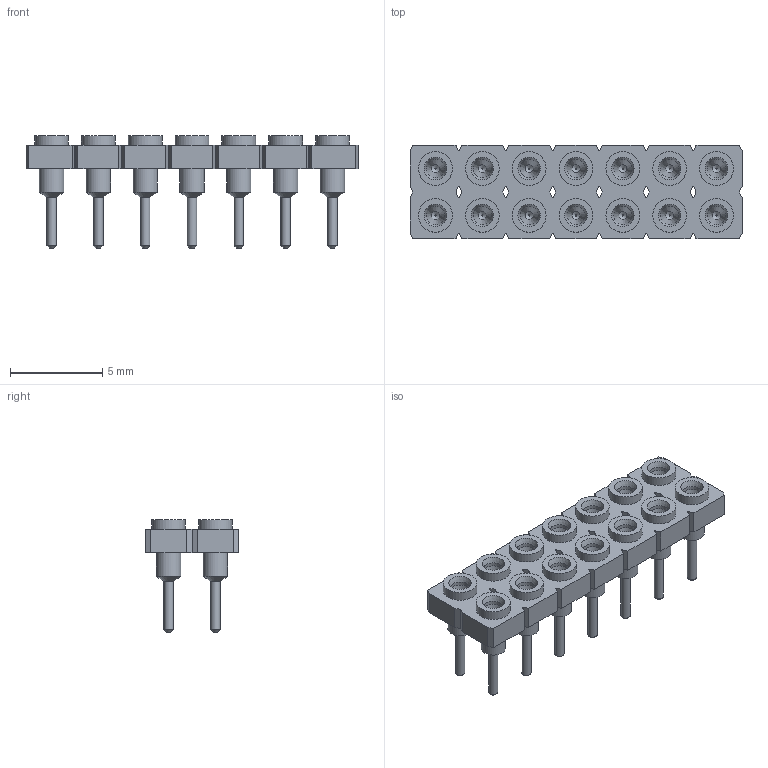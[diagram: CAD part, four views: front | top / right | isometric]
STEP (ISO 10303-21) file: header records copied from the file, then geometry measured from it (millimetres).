
FILE_DESCRIPTION(('STEP AP214'), '1');
FILE_NAME('SL-105-TT-11', '2017-07-15T12:47:56', ('Nobody'), (''), 'ASCON STEP Converter 1.3', 'ASCON Math Kernel', '');
FILE_SCHEMA(('AUTOMOTIVE_DESIGN { 1 0 10303 214 3 1 1}'));
Length unit declared in the file: millimetre
Assembly tree (14 placements, depth 2):
  (unnamed)
    (unnamed)  x14
Bounding box: 18.01 x 5.08 x 6.1 mm (x, y, z)
Volume: 142.2 mm3; surface area: 752.8 mm2
Topology: 15 solids, 15 shells, 366 faces, 742 edges, 462 vertices
Faces by surface type: plane 160, cylinder 122, cone 84
Full cylindrical faces by diameter (mm): 0.51 x14, 1 x28, 1.32 x42, 1.83 x14
Entity records: 5639 total; most frequent: CARTESIAN_POINT 727, DIRECTION 726, ORIENTED_EDGE 678, EDGE_CURVE 339, LINE 246, VECTOR 246, VERTEX_POINT 241, AXIS2_PLACEMENT_3D 240
